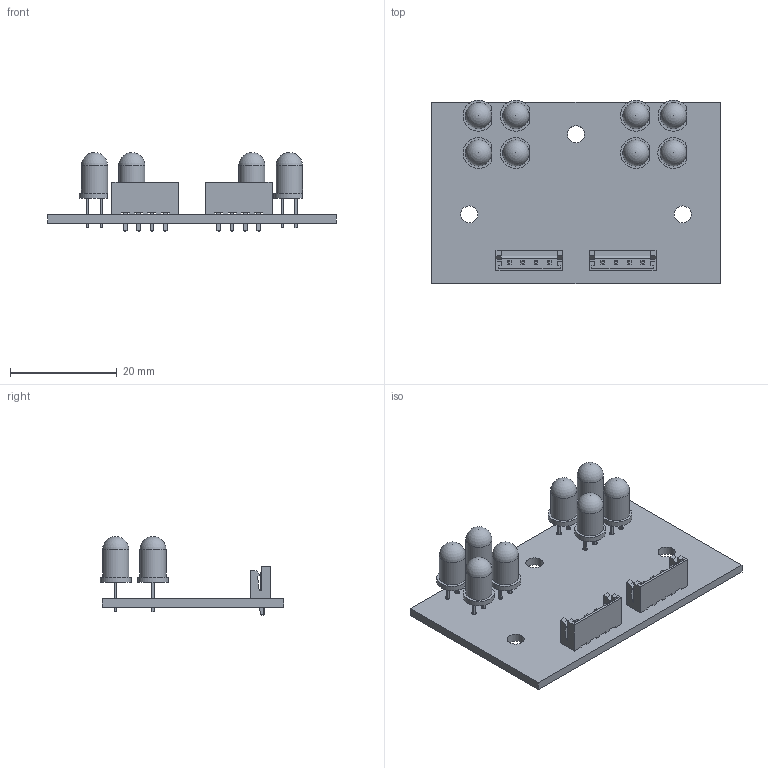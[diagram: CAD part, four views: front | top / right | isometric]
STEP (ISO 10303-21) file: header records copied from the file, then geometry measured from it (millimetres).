
FILE_DESCRIPTION(('KiCad electronic assembly'),'2;1');
FILE_NAME('led-board.step','2021-09-26T16:07:26',('An Author'),( 'A Company'),'Open CASCADE STEP processor 6.9', 'KiCad to STEP converter','Unknown');
FILE_SCHEMA(('AUTOMOTIVE_DESIGN { 1 0 10303 214 1 1 1 1 }'));
Length unit declared in the file: millimetre
Products named in the file (6): Open CASCADE STEP translator 6.9 1; LED_D5.0mm; SOLID; JST_EH_B4B-EH-A_1x04_P2.50mm_Vertical; COMPOUND
Assembly tree (13 placements, depth 3):
  Open CASCADE STEP translator 6.9 1
    LED_D5.0mm  x8
      SOLID
    JST_EH_B4B-EH-A_1x04_P2.50mm_Vertical  x2
      SOLID
    COMPOUND
Bounding box: 54 x 34.4 x 14.8 mm (x, y, z)
Volume: 4348.5 mm3; surface area: 6321.5 mm2
Topology: 11 solids, 11 shells, 413 faces, 1021 edges, 662 vertices
Faces by surface type: plane 362, cylinder 43, sphere 8
Full cylindrical faces by diameter (mm): 0.9 x16, 0.95 x8, 3.2 x3, 4.9 x8
Entity records: 12646 total; most frequent: CARTESIAN_POINT 2267, DIRECTION 1730, LINE 1233, VECTOR 1233, ORIENTED_EDGE 902, PCURVE 902, DEFINITIONAL_REPRESENTATION 902, EDGE_CURVE 451
